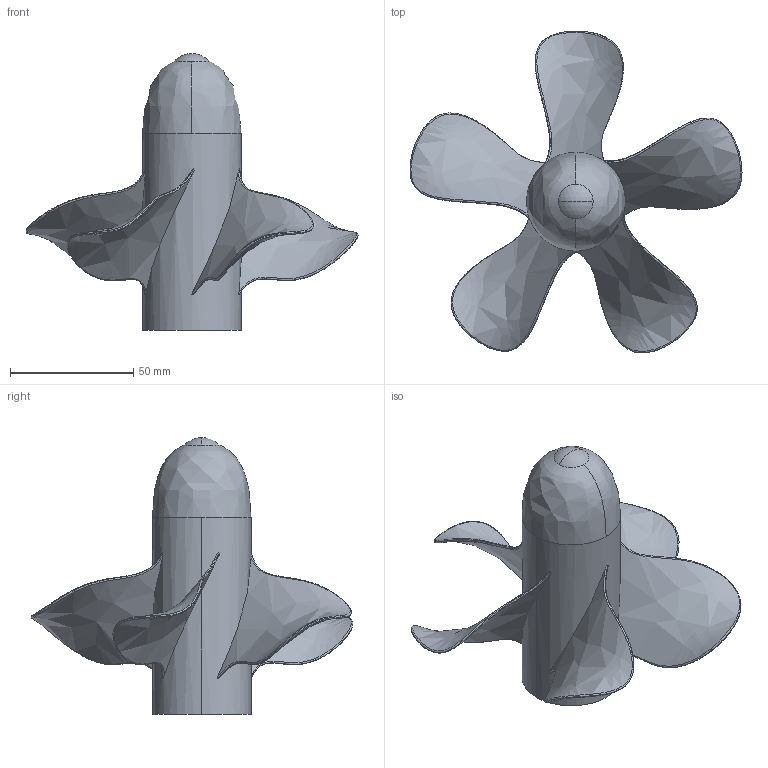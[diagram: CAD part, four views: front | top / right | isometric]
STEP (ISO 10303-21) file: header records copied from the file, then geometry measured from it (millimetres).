
FILE_DESCRIPTION (( 'STEP AP203' ), '1' );
FILE_NAME ('Newpropeller_Default_sldprt.STEP', '2023-12-12T13:29:58', ( '' ), ( '' ), 'SwSTEP 2.0', 'SolidWorks 2023', '' );
FILE_SCHEMA (( 'CONFIG_CONTROL_DESIGN' ));
Length unit declared in the file: millimetre
Products named in the file (1): Newpropeller_Default_sldprt
Bounding box: 134.75 x 130.6 x 112.32 mm (x, y, z)
Volume: 102827.6 mm3; surface area: 42072.8 mm2
Topology: 1 solids, 1 shells, 35 faces, 88 edges, 59 vertices
Faces by surface type: bspline 27, cylinder 4, sphere 2, plane 2
Entity records: 8527 total; most frequent: CARTESIAN_POINT 7812, ORIENTED_EDGE 176, EDGE_CURVE 88, B_SPLINE_CURVE_WITH_KNOTS 66, VERTEX_POINT 59, DIRECTION 56, EDGE_LOOP 39, ADVANCED_FACE 35
